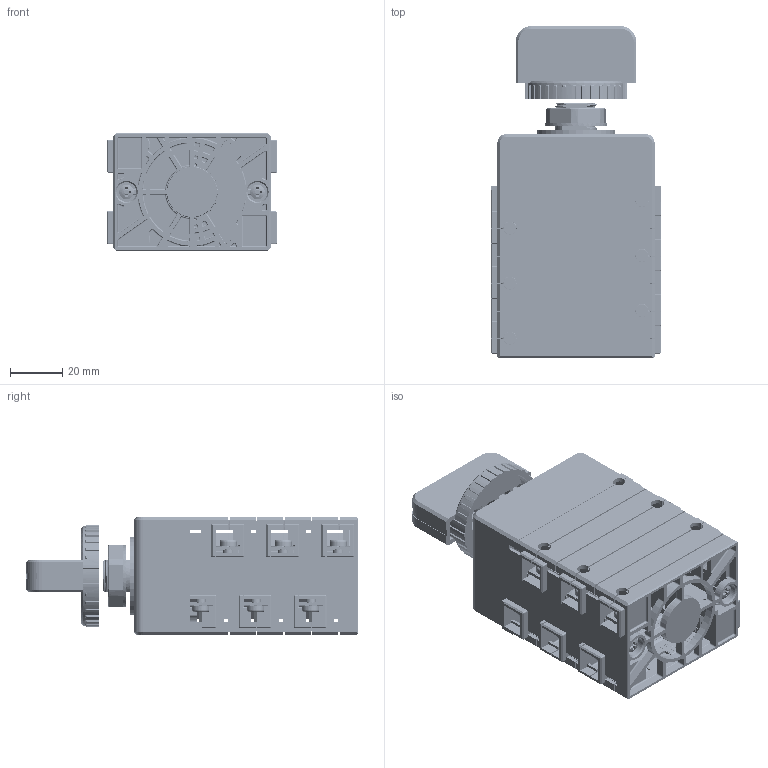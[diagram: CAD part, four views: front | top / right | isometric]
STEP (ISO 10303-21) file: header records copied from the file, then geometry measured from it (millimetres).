
FILE_DESCRIPTION((''),'2;1');
FILE_NAME('CDGNE-50-6','2023-08-03T',('chunfeng.wu'),(''),'PRO/ENGINEER BY PARAMETRIC TECHNOLOGY CORPORATION, 2015440','PRO/ENGINEER BY PARAMETRIC TECHNOLOGY CORPORATION, 2015440','');
FILE_SCHEMA(('CONFIG_CONTROL_DESIGN'));
Products named in the file (1): CDGNE-50-6
Bounding box: 65 x 126.7 x 45 mm (x, y, z)
Volume: 71243 mm3; surface area: 84506.6 mm2
Topology: 5 solids, 5 shells, 7832 faces, 21429 edges, 13346 vertices
Faces by surface type: plane 3874, cylinder 2544, sphere 687, torus 373, cone 218, bspline 74, extrusion 62
Entity records: 259233 total; most frequent: CARTESIAN_POINT 59704, ORIENTED_EDGE 42700, DIRECTION 41200, EDGE_CURVE 21350, VECTOR 14076, LINE 14014, AXIS2_PLACEMENT_3D 13562, VERTEX_POINT 13346
